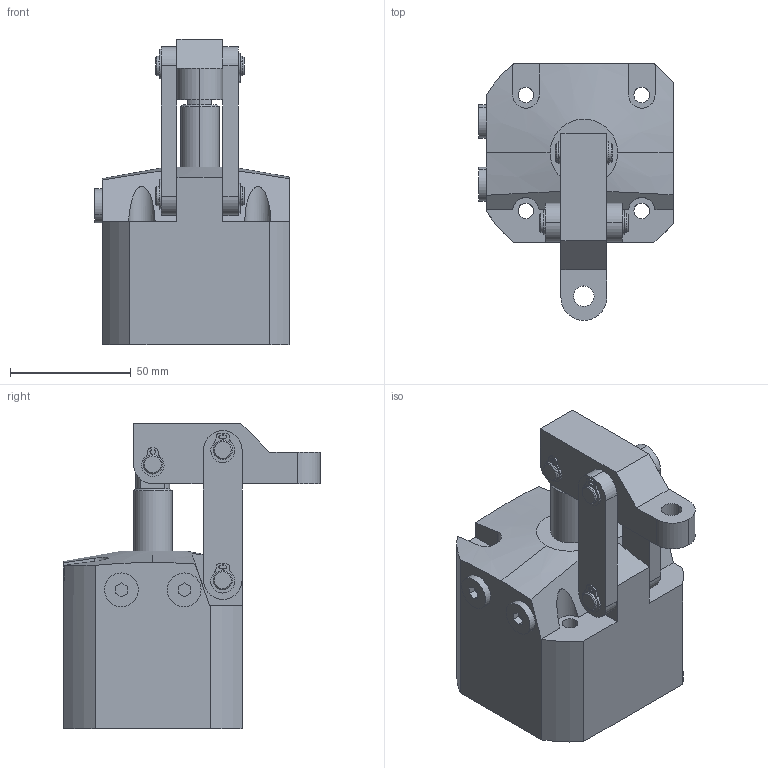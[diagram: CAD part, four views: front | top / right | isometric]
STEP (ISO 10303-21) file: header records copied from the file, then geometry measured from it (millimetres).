
FILE_DESCRIPTION (( 'STEP AP203' ), '1' );
FILE_NAME ('HUKW400A-D-SRG.STEP', '2020-08-24T08:54:45', ( '微软用户' ), ( '微软中国' ), 'SwSTEP 2.0', 'SolidWorks 2012', '' );
FILE_SCHEMA (( 'CONFIG_CONTROL_DESIGN' ));
Length unit declared in the file: millimetre
Products named in the file (10): HUKW400A-D-SRG; HUKV-W400活塞杆; HUKV-W400傻种; HUKV-W400蟀裝; HUKV-W400揤旋; HUKV-W400酗种; circlips for shaft--type a small gb(GB_CONNECTING_PIECE_RING_RRA 8); external circlip_bsi(BS 3673-4 - S008M); 囀鞠褒
Assembly tree (16 placements, depth 2):
  HUKW400A-D-SRG
    HUKW400A-D-SRG
    HUKV-W400活塞杆
    HUKV-W400傻种
    HUKV-W400蟀裝  x2
    HUKV-W400揤旋
    HUKV-W400酗种  x2
    circlips for shaft--type a small gb(GB_CONNECTING_PIECE_RING_RRA 8)  x2
    external circlip_bsi(BS 3673-4 - S008M)  x4
    囀鞠褒  x2
Bounding box: 80.5 x 106.5 x 126.5 mm (x, y, z)
Volume: 380282.5 mm3; surface area: 70777.7 mm2
Topology: 16 solids, 16 shells, 430 faces, 1073 edges, 707 vertices
Faces by surface type: cylinder 197, plane 189, cone 20, bspline 16, torus 6, sphere 2
Entity records: 10619 total; most frequent: CARTESIAN_POINT 2474, DIRECTION 1486, ORIENTED_EDGE 1392, EDGE_CURVE 696, AXIS2_PLACEMENT_3D 554, VERTEX_POINT 457, LINE 378, VECTOR 378
